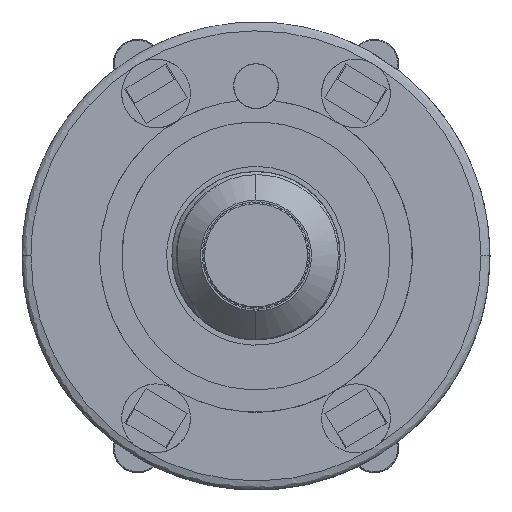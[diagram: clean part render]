
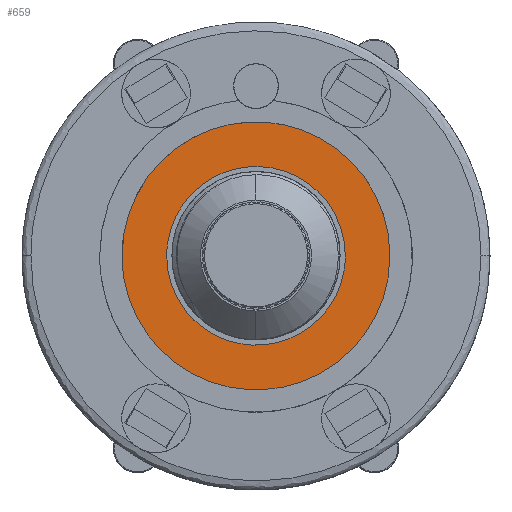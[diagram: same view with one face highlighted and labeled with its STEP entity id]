
A CAD part, top view. The second image highlights one B-rep face of the part: STEP entity #659.
In plain terms, the highlighted planar face has unit normal (0, 0, 1).
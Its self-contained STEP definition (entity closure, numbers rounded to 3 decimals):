
#55=FACE_BOUND('',#1408,.T.);
#68=PLANE('',#6245);
#659=ADVANCED_FACE('',(#1031,#55),#68,.T.);
#1031=FACE_OUTER_BOUND('',#1407,.T.);
#1407=EDGE_LOOP('',(#2020,#2021));
#1408=EDGE_LOOP('',(#2022,#2023));
#2020=ORIENTED_EDGE('',*,*,#3707,.F.);
#2021=ORIENTED_EDGE('',*,*,#3614,.F.);
#2022=ORIENTED_EDGE('',*,*,#3709,.F.);
#2023=ORIENTED_EDGE('',*,*,#3708,.F.);
#3614=EDGE_CURVE('',#5559,#5560,#4560,.T.);
#3707=EDGE_CURVE('',#5560,#5559,#4632,.T.);
#3708=EDGE_CURVE('',#5626,#5627,#4633,.T.);
#3709=EDGE_CURVE('',#5627,#5626,#4634,.T.);
#4560=(
BOUNDED_CURVE()
B_SPLINE_CURVE(2,(#9901,#9902,#9903,#9904,#9905),.UNSPECIFIED.,.F.,.F.)
B_SPLINE_CURVE_WITH_KNOTS((3,2,3),(-47.124,-35.343,
-23.562),.UNSPECIFIED.)
CURVE()
GEOMETRIC_REPRESENTATION_ITEM()
RATIONAL_B_SPLINE_CURVE((1.,0.707,1.,0.707,1.))
REPRESENTATION_ITEM('')
);
#4632=(
BOUNDED_CURVE()
B_SPLINE_CURVE(2,(#10589,#10590,#10591,#10592,#10593),.UNSPECIFIED.,.F.,
 .F.)
B_SPLINE_CURVE_WITH_KNOTS((3,2,3),(-23.562,-11.781,
0.),.UNSPECIFIED.)
CURVE()
GEOMETRIC_REPRESENTATION_ITEM()
RATIONAL_B_SPLINE_CURVE((1.,0.707,1.,0.707,1.))
REPRESENTATION_ITEM('')
);
#4633=(
BOUNDED_CURVE()
B_SPLINE_CURVE(2,(#10594,#10595,#10596,#10597,#10598),.UNSPECIFIED.,.F.,
 .F.)
B_SPLINE_CURVE_WITH_KNOTS((3,2,3),(15.708,23.562,31.416),
 .UNSPECIFIED.)
CURVE()
GEOMETRIC_REPRESENTATION_ITEM()
RATIONAL_B_SPLINE_CURVE((1.,0.707,1.,0.707,1.))
REPRESENTATION_ITEM('')
);
#4634=(
BOUNDED_CURVE()
B_SPLINE_CURVE(2,(#10599,#10600,#10601,#10602,#10603),.UNSPECIFIED.,.F.,
 .F.)
B_SPLINE_CURVE_WITH_KNOTS((3,2,3),(0.,7.854,15.708),
 .UNSPECIFIED.)
CURVE()
GEOMETRIC_REPRESENTATION_ITEM()
RATIONAL_B_SPLINE_CURVE((1.,0.707,1.,0.707,1.))
REPRESENTATION_ITEM('')
);
#5559=VERTEX_POINT('',#9737);
#5560=VERTEX_POINT('',#9738);
#5626=VERTEX_POINT('',#9804);
#5627=VERTEX_POINT('',#9805);
#6245=AXIS2_PLACEMENT_3D('',#9370,#6508,$);
#6508=DIRECTION('',(0.,0.,1.));
#9370=CARTESIAN_POINT('',(-9.578,-9.23,11.5));
#9737=CARTESIAN_POINT('',(-7.958,-0.11,11.5));
#9738=CARTESIAN_POINT('',(7.042,-0.11,11.5));
#9804=CARTESIAN_POINT('',(4.542,-0.11,11.5));
#9805=CARTESIAN_POINT('',(-5.458,-0.11,11.5));
#9901=CARTESIAN_POINT('',(-7.958,-0.11,11.5));
#9902=CARTESIAN_POINT('',(-7.958,7.39,11.5));
#9903=CARTESIAN_POINT('',(-0.458,7.39,11.5));
#9904=CARTESIAN_POINT('',(7.042,7.39,11.5));
#9905=CARTESIAN_POINT('',(7.042,-0.11,11.5));
#10589=CARTESIAN_POINT('',(7.042,-0.11,11.5));
#10590=CARTESIAN_POINT('',(7.042,-7.61,11.5));
#10591=CARTESIAN_POINT('',(-0.458,-7.61,11.5));
#10592=CARTESIAN_POINT('',(-7.958,-7.61,11.5));
#10593=CARTESIAN_POINT('',(-7.958,-0.11,11.5));
#10594=CARTESIAN_POINT('',(4.542,-0.11,11.5));
#10595=CARTESIAN_POINT('',(4.542,4.89,11.5));
#10596=CARTESIAN_POINT('',(-0.458,4.89,11.5));
#10597=CARTESIAN_POINT('',(-5.458,4.89,11.5));
#10598=CARTESIAN_POINT('',(-5.458,-0.11,11.5));
#10599=CARTESIAN_POINT('',(-5.458,-0.11,11.5));
#10600=CARTESIAN_POINT('',(-5.458,-5.11,11.5));
#10601=CARTESIAN_POINT('',(-0.458,-5.11,11.5));
#10602=CARTESIAN_POINT('',(4.542,-5.11,11.5));
#10603=CARTESIAN_POINT('',(4.542,-0.11,11.5));
